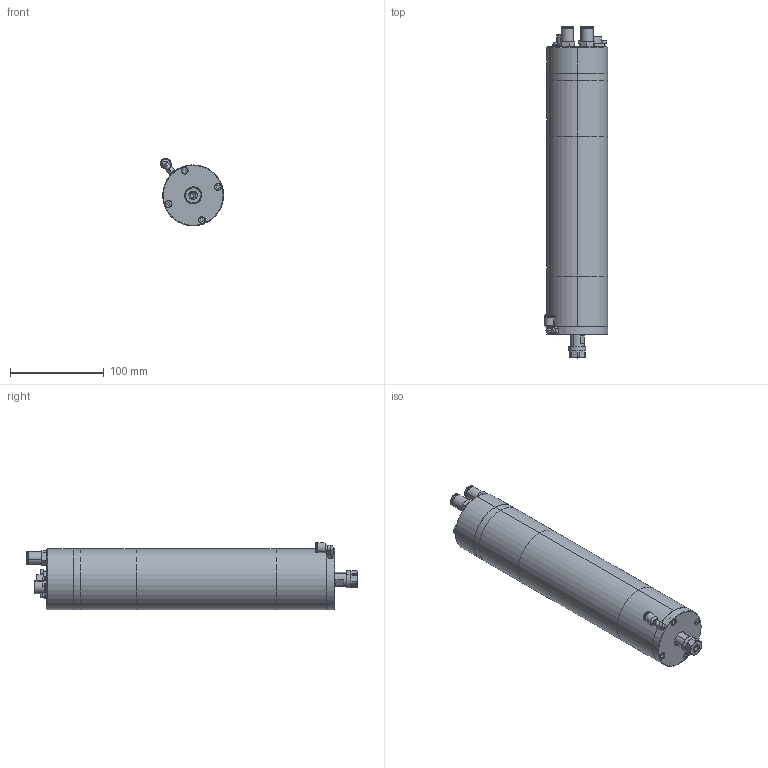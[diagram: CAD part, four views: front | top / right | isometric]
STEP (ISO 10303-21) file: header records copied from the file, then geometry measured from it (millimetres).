
FILE_DESCRIPTION (( 'STEP AP203' ), '1' );
FILE_NAME ('GDC65-15Z-0.8.STEP', '2021-11-30T11:37:52', ( 'Sky123.Org' ), ( 'Sky123.Org' ), 'SwSTEP 2.0', 'SolidWorks 2018', '' );
FILE_SCHEMA (( 'CONFIG_CONTROL_DESIGN' ));
Length unit declared in the file: millimetre
Products named in the file (18): GB／T70．1-2000内六角圆柱头螺钉M3×16(8．8级); GDC65-15Z-0.8綴滅誘欶; GB／T70．1-2000内六角圆柱头螺钉M2×10(8．8级); GDC65-15Z-0.8綴欶; 苤脣芛; 苤蝶菜; ER11蹟簽; GDC65-15Z-0.8儂褲; 堤盄釱脣芛18x18M201﹞; ER11粟俶芠標; GDC65-15Z-0.8前端盖; 籵蚚M10阨郲; GDC65-15Z-0.8; GDC65-15Z-0.8前盖; PL6M5-M; GDC65-15Z-0.8粣芛; GB／T70．1-2000内六角圆柱头螺钉M4×20(8．8级); GDC65-15Z-0.8綴儂褲
Assembly tree (30 placements, depth 2):
  GDC65-15Z-0.8
    GDC65-15Z-0.8儂褲
    GDC65-15Z-0.8前端盖
    GDC65-15Z-0.8前盖
    GDC65-15Z-0.8粣芛
    GDC65-15Z-0.8綴儂褲
    GDC65-15Z-0.8綴滅誘欶
    GDC65-15Z-0.8綴欶
    苤脣芛
    苤蝶菜
    堤盄釱脣芛18x18M201﹞
    籵蚚M10阨郲  x2
    PL6M5-M
    GB／T70．1-2000内六角圆柱头螺钉M4×20(8．8级)  x7
    GB／T70．1-2000内六角圆柱头螺钉M3×16(8．8级)  x4
    GB／T70．1-2000内六角圆柱头螺钉M2×10(8．8级)  x4
    ER11蹟簽
    ER11粟俶芠標
Bounding box: 67.47 x 354.5 x 72.16 mm (x, y, z)
Volume: 217321.9 mm3; surface area: 162449.7 mm2
Topology: 30 solids, 30 shells, 811 faces, 1857 edges, 1160 vertices
Faces by surface type: plane 327, cylinder 315, cone 78, torus 66, sphere 21, bspline 4
Entity records: 18472 total; most frequent: CARTESIAN_POINT 3278, DIRECTION 2942, ORIENTED_EDGE 2490, EDGE_CURVE 1245, AXIS2_PLACEMENT_3D 1177, VERTEX_POINT 797, EDGE_LOOP 674, CIRCLE 614
